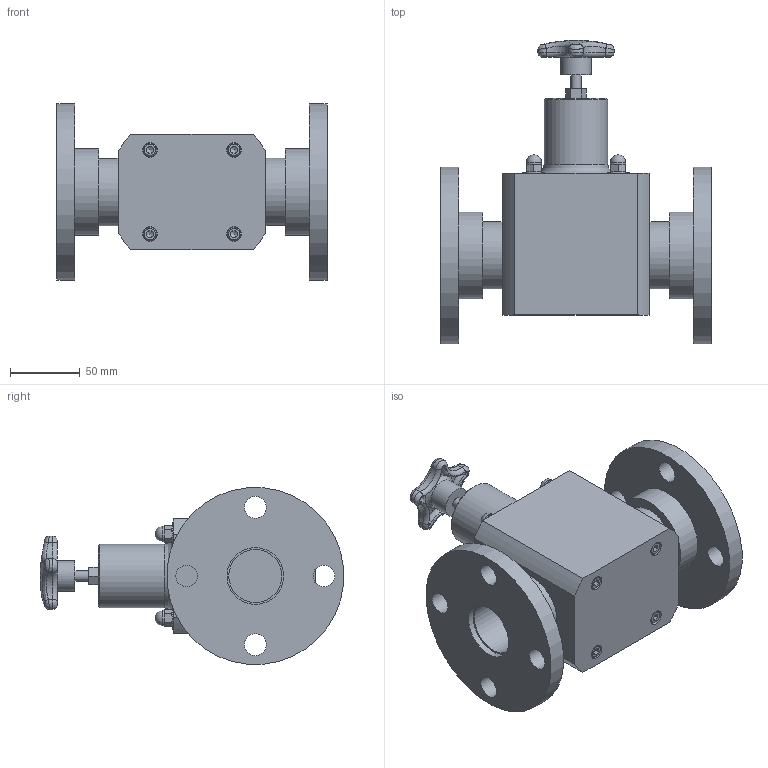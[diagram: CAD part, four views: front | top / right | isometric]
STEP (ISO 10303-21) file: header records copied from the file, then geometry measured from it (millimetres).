
FILE_DESCRIPTION((''),'2;1');
FILE_NAME('TVBF15-PP_R0.ipt.stp','2017-04-04T12:10:22',(''),(''),'Autodesk Inventor 2009','Autodesk Inventor 2009','');
FILE_SCHEMA(('AUTOMOTIVE_DESIGN { 1 0 10303 214 1 1 1 1 }'));
Length unit declared in the file: inch
Products named in the file (1): TVBF15-PP_R0
Bounding box: 193.68 x 217.3 x 126.52 mm (x, y, z)
Volume: 1275739.9 mm3; surface area: 157854 mm2
Topology: 1 solids, 6 shells, 372 faces, 854 edges, 523 vertices
Faces by surface type: plane 155, bspline 107, cylinder 64, sphere 17, torus 16, cone 13
Full cylindrical faces by diameter (mm): 4.445 x4, 6.35 x2, 7.144 x1, 7.442 x1, 9.525 x4, 10.998 x4, 15.748 x8, 15.875 x4, 22.098 x1, 38.1 x2, 40.64 x2, 45.72 x1, 48.26 x2, 62.23 x2, 127 x2
Entity records: 14451 total; most frequent: CARTESIAN_POINT 6573, ORIENTED_EDGE 1536, DIRECTION 1464, EDGE_CURVE 768, AXIS2_PLACEMENT_3D 629, VERTEX_POINT 512, EDGE_LOOP 494, FACE_OUTER_BOUND 372
